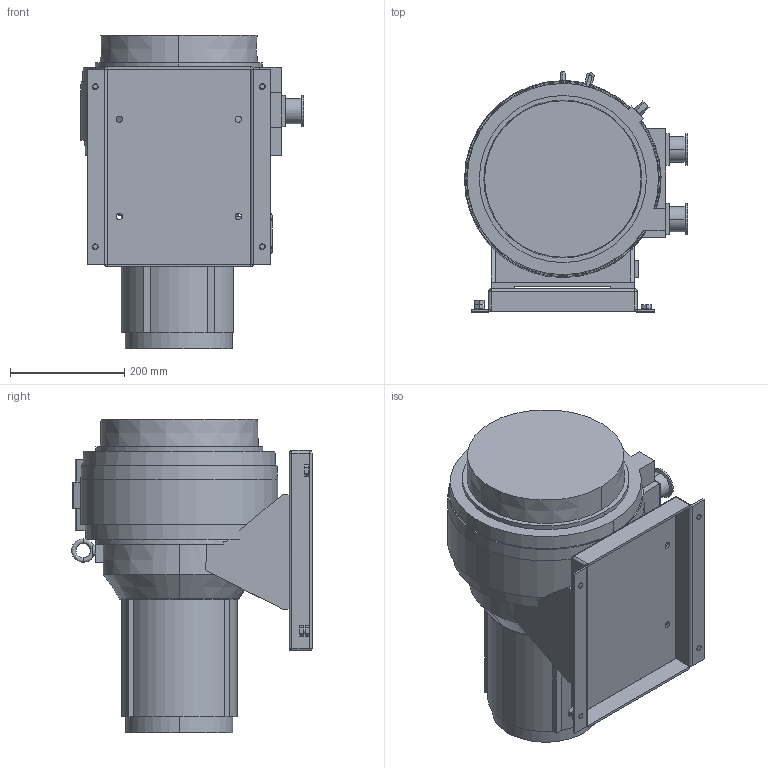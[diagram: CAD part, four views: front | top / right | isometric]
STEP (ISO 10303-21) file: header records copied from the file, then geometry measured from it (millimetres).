
FILE_DESCRIPTION (( 'STEP AP203' ), '1' );
FILE_NAME ('ISP-1000E-TH.STEP', '2016-04-05T09:16:45', ( 'admin' ), ( 'Microsoft' ), 'SwSTEP 2.0', 'SolidWorks 2014', '' );
FILE_SCHEMA (( 'CONFIG_CONTROL_DESIGN' ));
Length unit declared in the file: millimetre
Products named in the file (8): ISP_t-box_蹬怮椔; ISP-500B_nut_蹬怮椔; ISP-500B_bolt(2)_蹬怮椔; ISP-1000E-TH; ISP-500B_bolt(1)_蹬怮椔; ISP-1000E_t-motor_蹬怮椔; ISP-1000_pump_蹬怮椔; ISP-1000E_base_蹬怮椔
Assembly tree (9 placements, depth 2):
  ISP-1000E-TH
    ISP-1000E_t-motor_蹬怮椔
    ISP-1000_pump_蹬怮椔
    ISP_t-box_蹬怮椔
    ISP-1000E_base_蹬怮椔
    ISP-500B_bolt(1)_蹬怮椔  x3
    ISP-500B_nut_蹬怮椔
    ISP-500B_bolt(2)_蹬怮椔
Bounding box: 390 x 421.5 x 548.5 mm (x, y, z)
Volume: 32969145.4 mm3; surface area: 1324247.7 mm2
Topology: 9 solids, 9 shells, 396 faces, 991 edges, 622 vertices
Faces by surface type: plane 232, cylinder 120, cone 24, torus 8, bspline 8, sphere 4
Entity records: 12328 total; most frequent: CARTESIAN_POINT 2436, DIRECTION 1889, ORIENTED_EDGE 1870, EDGE_CURVE 935, AXIS2_PLACEMENT_3D 656, VERTEX_POINT 590, VECTOR 577, LINE 577
